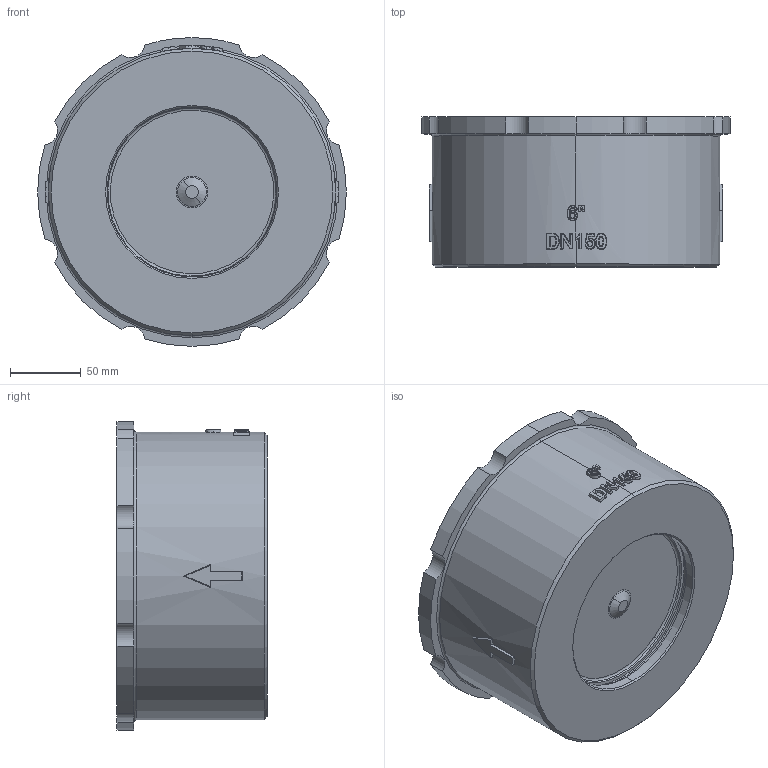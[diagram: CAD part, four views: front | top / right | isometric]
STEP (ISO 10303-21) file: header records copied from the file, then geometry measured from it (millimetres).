
FILE_DESCRIPTION (( 'STEP AP203' ), '1' );
FILE_NAME ('W6.STEP', '2021-10-13T14:25:21', ( '' ), ( '' ), 'SwSTEP 2.0', 'SolidWorks 2017', '' );
FILE_SCHEMA (( 'CONFIG_CONTROL_DESIGN' ));
Length unit declared in the file: millimetre
Products named in the file (1): W6
Bounding box: 218 x 106 x 218 mm (x, y, z)
Volume: 1339768.5 mm3; surface area: 248723.7 mm2
Topology: 1 solids, 1 shells, 312 faces, 810 edges, 516 vertices
Faces by surface type: cylinder 98, plane 95, bspline 53, cone 33, torus 27, sphere 6
Entity records: 17588 total; most frequent: CARTESIAN_POINT 10349, ORIENTED_EDGE 1608, DIRECTION 1385, EDGE_CURVE 804, AXIS2_PLACEMENT_3D 562, VERTEX_POINT 516, EDGE_LOOP 340, FACE_OUTER_BOUND 312
